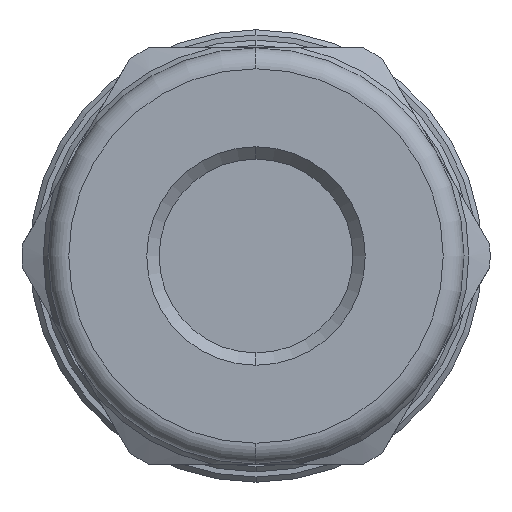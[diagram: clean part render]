
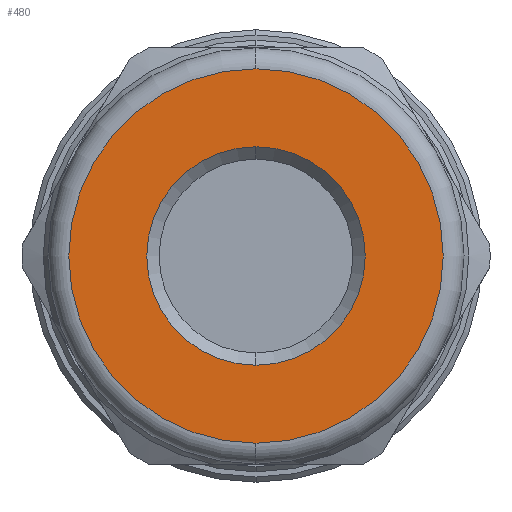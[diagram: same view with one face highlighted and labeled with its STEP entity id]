
A CAD part, left-side view. The second image highlights one B-rep face of the part: STEP entity #480.
In plain terms, the highlighted planar face has unit normal (-1, 0, 0).
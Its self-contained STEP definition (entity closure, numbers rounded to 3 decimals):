
#16 = VERTEX_POINT ( 'NONE', #2712 ) ;
#17 = VERTEX_POINT ( 'NONE', #2713 ) ;
#480 = ADVANCED_FACE ( 'NONE', ( #1220, #1221 ), #2844, .T. ) ;
#652 = CIRCLE ( 'NONE', #3210, 18. ) ;
#659 = CIRCLE ( 'NONE', #3214, 10.5 ) ;
#692 = CIRCLE ( 'NONE', #3230, 10.5 ) ;
#693 = CIRCLE ( 'NONE', #3231, 18. ) ;
#1108 = VERTEX_POINT ( 'NONE', #2892 ) ;
#1220 = FACE_BOUND ( 'NONE', #1809, .T. ) ;
#1221 = FACE_OUTER_BOUND ( 'NONE', #1453, .T. ) ;
#1453 = EDGE_LOOP ( 'NONE', ( #3856, #3857 ) ) ;
#1625 = VERTEX_POINT ( 'NONE', #2911 ) ;
#1809 = EDGE_LOOP ( 'NONE', ( #3345, #3851 ) ) ;
#2578 = EDGE_CURVE ( 'NONE', #1108, #16, #652, .T. ) ;
#2583 = EDGE_CURVE ( 'NONE', #17, #1625, #659, .T. ) ;
#2608 = EDGE_CURVE ( 'NONE', #1625, #17, #692, .T. ) ;
#2609 = EDGE_CURVE ( 'NONE', #16, #1108, #693, .T. ) ;
#2712 = CARTESIAN_POINT ( 'NONE',  ( -36.5, 0., 18. ) ) ;
#2713 = CARTESIAN_POINT ( 'NONE',  ( -36.5, 0., 10.5 ) ) ;
#2844 = PLANE ( 'NONE',  #3129 ) ;
#2845 = CARTESIAN_POINT ( 'NONE',  ( -36.5, 18., 0. ) ) ;
#2846 = DIRECTION ( 'NONE',  ( -1., 0., 0. ) ) ;
#2847 = DIRECTION ( 'NONE',  ( 0., 0., 1. ) ) ;
#2892 = CARTESIAN_POINT ( 'NONE',  ( -36.5, 0., -18. ) ) ;
#2911 = CARTESIAN_POINT ( 'NONE',  ( -36.5, 0., -10.5 ) ) ;
#3129 = AXIS2_PLACEMENT_3D ( 'NONE', #2845, #2846, #2847 ) ;
#3210 = AXIS2_PLACEMENT_3D ( 'NONE', #3506, #3507, #3508 ) ;
#3214 = AXIS2_PLACEMENT_3D ( 'NONE', #3520, #3521, #3522 ) ;
#3230 = AXIS2_PLACEMENT_3D ( 'NONE', #3586, #3587, #3588 ) ;
#3231 = AXIS2_PLACEMENT_3D ( 'NONE', #3589, #3590, #3591 ) ;
#3345 = ORIENTED_EDGE ( 'NONE', *, *, #2583, .T. ) ;
#3506 = CARTESIAN_POINT ( 'NONE',  ( -36.5, 0., 0. ) ) ;
#3507 = DIRECTION ( 'NONE',  ( 1., 0., 0. ) ) ;
#3508 = DIRECTION ( 'NONE',  ( 0., 0., -1. ) ) ;
#3520 = CARTESIAN_POINT ( 'NONE',  ( -36.5, 0., 0. ) ) ;
#3521 = DIRECTION ( 'NONE',  ( 1., 0., 0. ) ) ;
#3522 = DIRECTION ( 'NONE',  ( 0., 0., -1. ) ) ;
#3586 = CARTESIAN_POINT ( 'NONE',  ( -36.5, 0., 0. ) ) ;
#3587 = DIRECTION ( 'NONE',  ( 1., 0., 0. ) ) ;
#3588 = DIRECTION ( 'NONE',  ( 0., 0., -1. ) ) ;
#3589 = CARTESIAN_POINT ( 'NONE',  ( -36.5, 0., 0. ) ) ;
#3590 = DIRECTION ( 'NONE',  ( 1., 0., 0. ) ) ;
#3591 = DIRECTION ( 'NONE',  ( 0., 0., -1. ) ) ;
#3851 = ORIENTED_EDGE ( 'NONE', *, *, #2608, .T. ) ;
#3856 = ORIENTED_EDGE ( 'NONE', *, *, #2578, .F. ) ;
#3857 = ORIENTED_EDGE ( 'NONE', *, *, #2609, .F. ) ;
